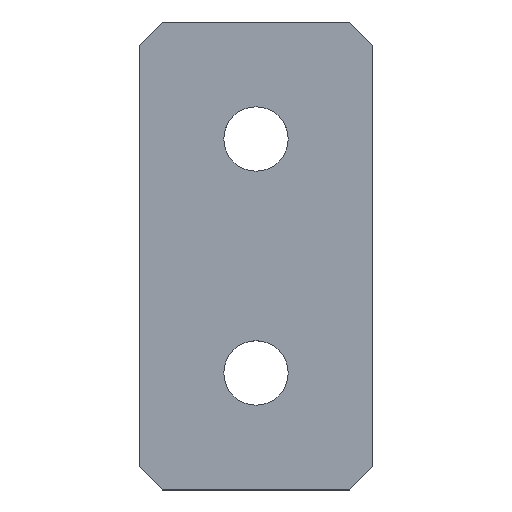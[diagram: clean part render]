
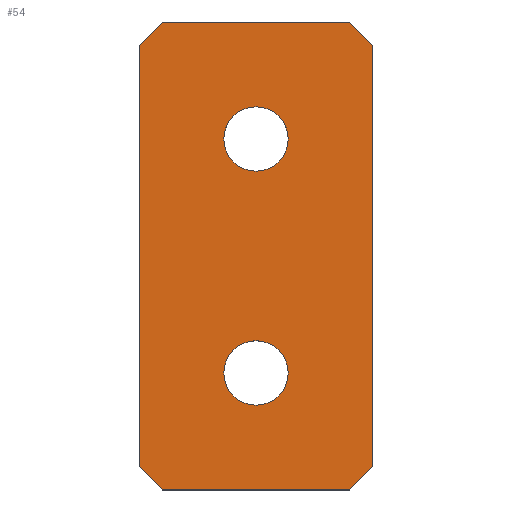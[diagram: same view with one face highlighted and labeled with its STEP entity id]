
A CAD part, top view. The second image highlights one B-rep face of the part: STEP entity #54.
In plain terms, the highlighted planar face has unit normal (0, 0, 1).
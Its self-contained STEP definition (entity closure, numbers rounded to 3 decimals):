
#4 = DIRECTION ( 'NONE',  ( 0.707, -0.707, 0. ) ) ;
#13 = CARTESIAN_POINT ( 'NONE',  ( 0., 10., 2. ) ) ;
#22 = EDGE_CURVE ( 'NONE', #29, #51, #113, .T. ) ;
#25 = EDGE_LOOP ( 'NONE', ( #316, #431 ) ) ;
#29 = VERTEX_POINT ( 'NONE', #455 ) ;
#31 = CARTESIAN_POINT ( 'NONE',  ( 0., 10., 2. ) ) ;
#34 = CARTESIAN_POINT ( 'NONE',  ( 2.75, -10., 2. ) ) ;
#38 = EDGE_CURVE ( 'NONE', #163, #382, #481, .T. ) ;
#42 = DIRECTION ( 'NONE',  ( 0., 0., -1. ) ) ;
#51 = VERTEX_POINT ( 'NONE', #34 ) ;
#54 = ADVANCED_FACE ( 'NONE', ( #370, #446, #451 ), #117, .F. ) ;
#61 = ORIENTED_EDGE ( 'NONE', *, *, #387, .T. ) ;
#65 = LINE ( 'NONE', #291, #76 ) ;
#67 = VECTOR ( 'NONE', #368, 1000. ) ;
#73 = CARTESIAN_POINT ( 'NONE',  ( -10., 18., 2. ) ) ;
#76 = VECTOR ( 'NONE', #286, 1000. ) ;
#79 = VECTOR ( 'NONE', #4, 1000. ) ;
#83 = EDGE_CURVE ( 'NONE', #176, #386, #299, .T. ) ;
#84 = DIRECTION ( 'NONE',  ( 0., 0., 1. ) ) ;
#93 = EDGE_CURVE ( 'NONE', #379, #246, #196, .T. ) ;
#107 = DIRECTION ( 'NONE',  ( 0.707, 0.707, 0. ) ) ;
#109 = EDGE_LOOP ( 'NONE', ( #422, #241 ) ) ;
#111 = DIRECTION ( 'NONE',  ( -0.707, -0.707, 0. ) ) ;
#113 = CIRCLE ( 'NONE', #186, 2.75 ) ;
#115 = CARTESIAN_POINT ( 'NONE',  ( 2.75, 10., 2. ) ) ;
#116 = EDGE_CURVE ( 'NONE', #51, #29, #150, .T. ) ;
#117 = PLANE ( 'NONE',  #311 ) ;
#118 = VECTOR ( 'NONE', #308, 1000. ) ;
#119 = DIRECTION ( 'NONE',  ( 0., 0., 1. ) ) ;
#126 = VECTOR ( 'NONE', #148, 1000. ) ;
#133 = VECTOR ( 'NONE', #111, 1000. ) ;
#148 = DIRECTION ( 'NONE',  ( 0., -1., 0. ) ) ;
#150 = CIRCLE ( 'NONE', #419, 2.75 ) ;
#151 = CARTESIAN_POINT ( 'NONE',  ( 8., 20., 2. ) ) ;
#153 = CARTESIAN_POINT ( 'NONE',  ( -8., -20., 2. ) ) ;
#155 = AXIS2_PLACEMENT_3D ( 'NONE', #31, #278, #383 ) ;
#163 = VERTEX_POINT ( 'NONE', #473 ) ;
#173 = ORIENTED_EDGE ( 'NONE', *, *, #83, .T. ) ;
#176 = VERTEX_POINT ( 'NONE', #255 ) ;
#178 = ORIENTED_EDGE ( 'NONE', *, *, #317, .T. ) ;
#183 = DIRECTION ( 'NONE',  ( 0., 1., 0. ) ) ;
#184 = DIRECTION ( 'NONE',  ( -1., 0., 0. ) ) ;
#186 = AXIS2_PLACEMENT_3D ( 'NONE', #307, #228, #339 ) ;
#187 = LINE ( 'NONE', #151, #67 ) ;
#191 = DIRECTION ( 'NONE',  ( 1., 0., 0. ) ) ;
#196 = CIRCLE ( 'NONE', #448, 2.75 ) ;
#200 = VERTEX_POINT ( 'NONE', #319 ) ;
#202 = ORIENTED_EDGE ( 'NONE', *, *, #361, .T. ) ;
#207 = ORIENTED_EDGE ( 'NONE', *, *, #410, .T. ) ;
#220 = CARTESIAN_POINT ( 'NONE',  ( 10., -20., 2. ) ) ;
#227 = LINE ( 'NONE', #442, #126 ) ;
#228 = DIRECTION ( 'NONE',  ( 0., 0., 1. ) ) ;
#231 = CARTESIAN_POINT ( 'NONE',  ( 0., -10., 2. ) ) ;
#241 = ORIENTED_EDGE ( 'NONE', *, *, #444, .F. ) ;
#246 = VERTEX_POINT ( 'NONE', #397 ) ;
#255 = CARTESIAN_POINT ( 'NONE',  ( -8., 20., 2. ) ) ;
#260 = EDGE_CURVE ( 'NONE', #200, #176, #65, .T. ) ;
#268 = CARTESIAN_POINT ( 'NONE',  ( 8., -20., 2. ) ) ;
#276 = DIRECTION ( 'NONE',  ( 1., 0., 0. ) ) ;
#277 = ORIENTED_EDGE ( 'NONE', *, *, #260, .T. ) ;
#278 = DIRECTION ( 'NONE',  ( 0., 0., 1. ) ) ;
#285 = ORIENTED_EDGE ( 'NONE', *, *, #38, .T. ) ;
#286 = DIRECTION ( 'NONE',  ( -1., 0., 0. ) ) ;
#291 = CARTESIAN_POINT ( 'NONE',  ( -10., 20., 2. ) ) ;
#299 = LINE ( 'NONE', #443, #133 ) ;
#307 = CARTESIAN_POINT ( 'NONE',  ( 0., -10., 2. ) ) ;
#308 = DIRECTION ( 'NONE',  ( 1., 0., 0. ) ) ;
#311 = AXIS2_PLACEMENT_3D ( 'NONE', #409, #42, #184 ) ;
#316 = ORIENTED_EDGE ( 'NONE', *, *, #116, .F. ) ;
#317 = EDGE_CURVE ( 'NONE', #386, #324, #227, .T. ) ;
#318 = VECTOR ( 'NONE', #107, 1000. ) ;
#319 = CARTESIAN_POINT ( 'NONE',  ( 8., 20., 2. ) ) ;
#320 = VERTEX_POINT ( 'NONE', #365 ) ;
#324 = VERTEX_POINT ( 'NONE', #480 ) ;
#336 = CARTESIAN_POINT ( 'NONE',  ( 10., -18., 2. ) ) ;
#338 = LINE ( 'NONE', #153, #79 ) ;
#339 = DIRECTION ( 'NONE',  ( 1., 0., 0. ) ) ;
#352 = VERTEX_POINT ( 'NONE', #475 ) ;
#357 = ORIENTED_EDGE ( 'NONE', *, *, #466, .T. ) ;
#361 = EDGE_CURVE ( 'NONE', #352, #200, #187, .T. ) ;
#362 = CIRCLE ( 'NONE', #155, 2.75 ) ;
#365 = CARTESIAN_POINT ( 'NONE',  ( 10., -18., 2. ) ) ;
#366 = CARTESIAN_POINT ( 'NONE',  ( -10., -20., 2. ) ) ;
#368 = DIRECTION ( 'NONE',  ( -0.707, 0.707, 0. ) ) ;
#370 = FACE_BOUND ( 'NONE', #109, .T. ) ;
#379 = VERTEX_POINT ( 'NONE', #115 ) ;
#382 = VERTEX_POINT ( 'NONE', #268 ) ;
#383 = DIRECTION ( 'NONE',  ( 1., 0., 0. ) ) ;
#386 = VERTEX_POINT ( 'NONE', #73 ) ;
#387 = EDGE_CURVE ( 'NONE', #320, #352, #404, .T. ) ;
#397 = CARTESIAN_POINT ( 'NONE',  ( -2.75, 10., 2. ) ) ;
#404 = LINE ( 'NONE', #220, #462 ) ;
#409 = CARTESIAN_POINT ( 'NONE',  ( 0., 0., 2. ) ) ;
#410 = EDGE_CURVE ( 'NONE', #382, #320, #440, .T. ) ;
#419 = AXIS2_PLACEMENT_3D ( 'NONE', #231, #119, #191 ) ;
#422 = ORIENTED_EDGE ( 'NONE', *, *, #93, .F. ) ;
#431 = ORIENTED_EDGE ( 'NONE', *, *, #22, .F. ) ;
#440 = LINE ( 'NONE', #336, #318 ) ;
#442 = CARTESIAN_POINT ( 'NONE',  ( -10., -20., 2. ) ) ;
#443 = CARTESIAN_POINT ( 'NONE',  ( -10., 18., 2. ) ) ;
#444 = EDGE_CURVE ( 'NONE', #246, #379, #362, .T. ) ;
#446 = FACE_BOUND ( 'NONE', #25, .T. ) ;
#448 = AXIS2_PLACEMENT_3D ( 'NONE', #13, #84, #276 ) ;
#451 = FACE_OUTER_BOUND ( 'NONE', #469, .T. ) ;
#455 = CARTESIAN_POINT ( 'NONE',  ( -2.75, -10., 2. ) ) ;
#462 = VECTOR ( 'NONE', #183, 1000. ) ;
#466 = EDGE_CURVE ( 'NONE', #324, #163, #338, .T. ) ;
#469 = EDGE_LOOP ( 'NONE', ( #178, #357, #285, #207, #61, #202, #277, #173 ) ) ;
#473 = CARTESIAN_POINT ( 'NONE',  ( -8., -20., 2. ) ) ;
#475 = CARTESIAN_POINT ( 'NONE',  ( 10., 18., 2. ) ) ;
#480 = CARTESIAN_POINT ( 'NONE',  ( -10., -18., 2. ) ) ;
#481 = LINE ( 'NONE', #366, #118 ) ;
